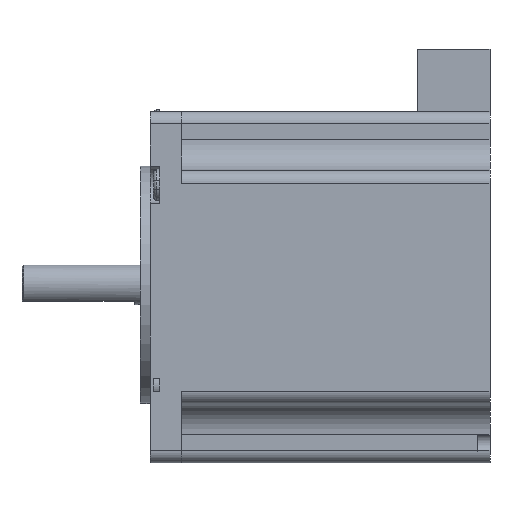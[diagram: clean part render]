
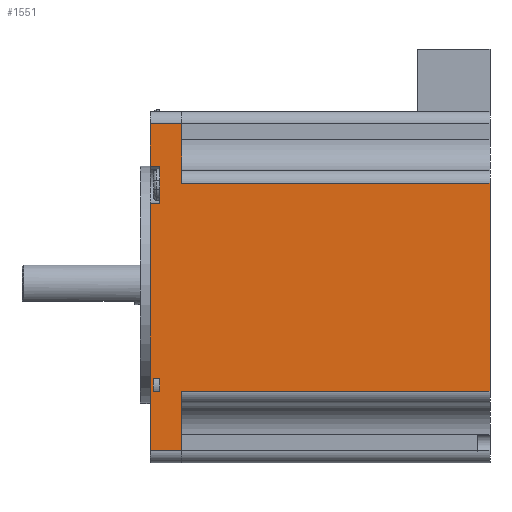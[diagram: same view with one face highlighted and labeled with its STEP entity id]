
A CAD part, left-side view. The second image highlights one B-rep face of the part: STEP entity #1551.
In plain terms, the highlighted planar face has unit normal (-1, 0, 0).
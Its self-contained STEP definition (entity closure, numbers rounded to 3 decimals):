
#9 = VERTEX_POINT ( 'NONE', #2894 ) ;
#13 = VECTOR ( 'NONE', #5010, 1000. ) ;
#39 = VECTOR ( 'NONE', #2755, 1000. ) ;
#161 = LINE ( 'NONE', #1552, #456 ) ;
#217 = CARTESIAN_POINT ( 'NONE',  ( -44.881, 54., -22.262 ) ) ;
#241 = VECTOR ( 'NONE', #5258, 1000. ) ;
#275 = CARTESIAN_POINT ( 'NONE',  ( -44.881, 54.5, 19.363 ) ) ;
#333 = LINE ( 'NONE', #2331, #3975 ) ;
#382 = DIRECTION ( 'NONE',  ( 0., 1., 0. ) ) ;
#407 = VECTOR ( 'NONE', #5253, 1000. ) ;
#440 = ORIENTED_EDGE ( 'NONE', *, *, #2467, .T. ) ;
#444 = CARTESIAN_POINT ( 'NONE',  ( -44.881, 54.5, 25.363 ) ) ;
#451 = FACE_OUTER_BOUND ( 'NONE', #3387, .T. ) ;
#456 = VECTOR ( 'NONE', #3535, 1000. ) ;
#512 = CARTESIAN_POINT ( 'NONE',  ( -44.881, 53., 25.363 ) ) ;
#527 = CARTESIAN_POINT ( 'NONE',  ( -44.881, 53., -22.262 ) ) ;
#580 = ORIENTED_EDGE ( 'NONE', *, *, #5562, .F. ) ;
#597 = DIRECTION ( 'NONE',  ( 0., 0., -1. ) ) ;
#643 = VERTEX_POINT ( 'NONE', #4235 ) ;
#704 = CARTESIAN_POINT ( 'NONE',  ( -44.881, 0., -22.262 ) ) ;
#705 = CARTESIAN_POINT ( 'NONE',  ( -44.881, 54.5, 19.363 ) ) ;
#716 = EDGE_CURVE ( 'NONE', #5575, #4443, #4742, .T. ) ;
#722 = ORIENTED_EDGE ( 'NONE', *, *, #4903, .F. ) ;
#755 = VECTOR ( 'NONE', #1326, 1000. ) ;
#775 = CARTESIAN_POINT ( 'NONE',  ( -44.881, 54.5, 22.638 ) ) ;
#784 = VERTEX_POINT ( 'NONE', #5276 ) ;
#834 = CARTESIAN_POINT ( 'NONE',  ( -44.881, 53., 21.273 ) ) ;
#837 = DIRECTION ( 'NONE',  ( 0., 1., 0. ) ) ;
#898 = CARTESIAN_POINT ( 'NONE',  ( -44.881, 0., 22.638 ) ) ;
#907 = EDGE_CURVE ( 'NONE', #1592, #1143, #3275, .T. ) ;
#972 = PLANE ( 'NONE',  #3886 ) ;
#1006 = VERTEX_POINT ( 'NONE', #444 ) ;
#1021 = ORIENTED_EDGE ( 'NONE', *, *, #3488, .F. ) ;
#1143 = VERTEX_POINT ( 'NONE', #2919 ) ;
#1156 = ORIENTED_EDGE ( 'NONE', *, *, #1412, .T. ) ;
#1311 = ORIENTED_EDGE ( 'NONE', *, *, #1492, .F. ) ;
#1326 = DIRECTION ( 'NONE',  ( 0., -1., 0. ) ) ;
#1412 = EDGE_CURVE ( 'NONE', #5575, #3517, #4076, .T. ) ;
#1449 = LINE ( 'NONE', #2421, #3109 ) ;
#1451 = CARTESIAN_POINT ( 'NONE',  ( -44.881, 54.5, 32.138 ) ) ;
#1452 = ORIENTED_EDGE ( 'NONE', *, *, #4341, .T. ) ;
#1480 = DIRECTION ( 'NONE',  ( 0., 1., 0. ) ) ;
#1492 = EDGE_CURVE ( 'NONE', #784, #3517, #5811, .T. ) ;
#1544 = EDGE_CURVE ( 'NONE', #643, #2950, #1449, .T. ) ;
#1551 = ADVANCED_FACE ( 'NONE', ( #451, #3385 ), #972, .F. ) ;
#1552 = CARTESIAN_POINT ( 'NONE',  ( -44.881, 53., -22.262 ) ) ;
#1589 = ORIENTED_EDGE ( 'NONE', *, *, #5838, .T. ) ;
#1592 = VERTEX_POINT ( 'NONE', #898 ) ;
#1850 = LINE ( 'NONE', #4224, #4259 ) ;
#1954 = ORIENTED_EDGE ( 'NONE', *, *, #2655, .T. ) ;
#1992 = LINE ( 'NONE', #3142, #755 ) ;
#1994 = CARTESIAN_POINT ( 'NONE',  ( -44.881, 49.5, -20.262 ) ) ;
#2094 = ORIENTED_EDGE ( 'NONE', *, *, #1544, .F. ) ;
#2171 = ORIENTED_EDGE ( 'NONE', *, *, #3539, .F. ) ;
#2175 = VERTEX_POINT ( 'NONE', #3361 ) ;
#2240 = ORIENTED_EDGE ( 'NONE', *, *, #2998, .T. ) ;
#2270 = DIRECTION ( 'NONE',  ( 0., 0., 1. ) ) ;
#2286 = VECTOR ( 'NONE', #1480, 1000. ) ;
#2331 = CARTESIAN_POINT ( 'NONE',  ( -44.881, 54., -10.827 ) ) ;
#2359 = CARTESIAN_POINT ( 'NONE',  ( -44.881, 0., -10.762 ) ) ;
#2360 = DIRECTION ( 'NONE',  ( 0., 0., 1. ) ) ;
#2388 = CARTESIAN_POINT ( 'NONE',  ( -44.881, 54.5, -22.262 ) ) ;
#2421 = CARTESIAN_POINT ( 'NONE',  ( -44.881, 53., -22.262 ) ) ;
#2467 = EDGE_CURVE ( 'NONE', #4758, #3349, #3482, .T. ) ;
#2483 = CARTESIAN_POINT ( 'NONE',  ( -44.881, 54., -8.647 ) ) ;
#2485 = CARTESIAN_POINT ( 'NONE',  ( -44.881, 54., -10.827 ) ) ;
#2538 = ORIENTED_EDGE ( 'NONE', *, *, #5450, .T. ) ;
#2578 = VECTOR ( 'NONE', #3280, 1000. ) ;
#2614 = VERTEX_POINT ( 'NONE', #2485 ) ;
#2655 = EDGE_CURVE ( 'NONE', #1006, #2950, #4315, .T. ) ;
#2673 = ORIENTED_EDGE ( 'NONE', *, *, #4265, .F. ) ;
#2707 = DIRECTION ( 'NONE',  ( 0., 1., 0. ) ) ;
#2734 = CARTESIAN_POINT ( 'NONE',  ( -44.881, 54.5, 25.363 ) ) ;
#2755 = DIRECTION ( 'NONE',  ( 0., -1., 0. ) ) ;
#2786 = CARTESIAN_POINT ( 'NONE',  ( -44.881, 54.5, -20.262 ) ) ;
#2807 = VECTOR ( 'NONE', #837, 1000. ) ;
#2847 = LINE ( 'NONE', #704, #407 ) ;
#2894 = CARTESIAN_POINT ( 'NONE',  ( -44.881, 54.5, 32.138 ) ) ;
#2919 = CARTESIAN_POINT ( 'NONE',  ( -44.881, 49.5, 22.638 ) ) ;
#2950 = VERTEX_POINT ( 'NONE', #512 ) ;
#2998 = EDGE_CURVE ( 'NONE', #5321, #4443, #5722, .T. ) ;
#3042 = DIRECTION ( 'NONE',  ( 0., 0., 1. ) ) ;
#3109 = VECTOR ( 'NONE', #2360, 1000. ) ;
#3127 = CARTESIAN_POINT ( 'NONE',  ( -44.881, 54.5, -22.262 ) ) ;
#3142 = CARTESIAN_POINT ( 'NONE',  ( -44.881, 54.5, -10.762 ) ) ;
#3198 = VECTOR ( 'NONE', #2270, 1000. ) ;
#3275 = LINE ( 'NONE', #775, #2807 ) ;
#3280 = DIRECTION ( 'NONE',  ( 0., 0., -1. ) ) ;
#3319 = CARTESIAN_POINT ( 'NONE',  ( -44.881, 49.5, 34.138 ) ) ;
#3322 = VECTOR ( 'NONE', #597, 1000. ) ;
#3349 = VERTEX_POINT ( 'NONE', #4981 ) ;
#3361 = CARTESIAN_POINT ( 'NONE',  ( -44.881, 54., -8.647 ) ) ;
#3385 = FACE_BOUND ( 'NONE', #4063, .T. ) ;
#3387 = EDGE_LOOP ( 'NONE', ( #722, #1954, #2094, #4475, #1021, #2240, #4615, #1156, #1311, #2538, #1589, #4544, #2673, #1452 ) ) ;
#3427 = VECTOR ( 'NONE', #382, 1000. ) ;
#3482 = LINE ( 'NONE', #527, #3322 ) ;
#3488 = EDGE_CURVE ( 'NONE', #5321, #5045, #161, .T. ) ;
#3493 = VECTOR ( 'NONE', #2707, 1000. ) ;
#3517 = VERTEX_POINT ( 'NONE', #1994 ) ;
#3535 = DIRECTION ( 'NONE',  ( 0., 0., 1. ) ) ;
#3539 = EDGE_CURVE ( 'NONE', #2175, #2614, #4222, .T. ) ;
#3886 = AXIS2_PLACEMENT_3D ( 'NONE', #4966, #4780, #4441 ) ;
#3941 = VECTOR ( 'NONE', #4053, 1000. ) ;
#3975 = VECTOR ( 'NONE', #4138, 1000. ) ;
#3976 = EDGE_CURVE ( 'NONE', #5045, #643, #1850, .T. ) ;
#4024 = VERTEX_POINT ( 'NONE', #4302 ) ;
#4053 = DIRECTION ( 'NONE',  ( 0., 0., -1. ) ) ;
#4057 = LINE ( 'NONE', #3319, #2578 ) ;
#4063 = EDGE_LOOP ( 'NONE', ( #5262, #440, #580, #2171 ) ) ;
#4065 = CARTESIAN_POINT ( 'NONE',  ( -44.881, 49.5, -22.262 ) ) ;
#4076 = LINE ( 'NONE', #5080, #13 ) ;
#4138 = DIRECTION ( 'NONE',  ( 0., -1., 0. ) ) ;
#4194 = VECTOR ( 'NONE', #5416, 1000. ) ;
#4222 = LINE ( 'NONE', #217, #241 ) ;
#4224 = CARTESIAN_POINT ( 'NONE',  ( -44.881, 53., -22.262 ) ) ;
#4235 = CARTESIAN_POINT ( 'NONE',  ( -44.881, 53., 23.453 ) ) ;
#4259 = VECTOR ( 'NONE', #3042, 1000. ) ;
#4265 = EDGE_CURVE ( 'NONE', #4024, #1143, #4057, .T. ) ;
#4302 = CARTESIAN_POINT ( 'NONE',  ( -44.881, 49.5, 32.138 ) ) ;
#4304 = CARTESIAN_POINT ( 'NONE',  ( -44.881, 53., -8.647 ) ) ;
#4315 = LINE ( 'NONE', #2734, #39 ) ;
#4341 = EDGE_CURVE ( 'NONE', #4024, #9, #4663, .T. ) ;
#4441 = DIRECTION ( 'NONE',  ( 0., 0., -1. ) ) ;
#4443 = VERTEX_POINT ( 'NONE', #705 ) ;
#4475 = ORIENTED_EDGE ( 'NONE', *, *, #3976, .F. ) ;
#4504 = LINE ( 'NONE', #2483, #3493 ) ;
#4544 = ORIENTED_EDGE ( 'NONE', *, *, #907, .T. ) ;
#4615 = ORIENTED_EDGE ( 'NONE', *, *, #716, .F. ) ;
#4663 = LINE ( 'NONE', #1451, #2286 ) ;
#4742 = LINE ( 'NONE', #3127, #4194 ) ;
#4758 = VERTEX_POINT ( 'NONE', #4304 ) ;
#4780 = DIRECTION ( 'NONE',  ( 1., 0., 0. ) ) ;
#4823 = CARTESIAN_POINT ( 'NONE',  ( -44.881, 53., 19.363 ) ) ;
#4870 = EDGE_CURVE ( 'NONE', #4758, #2175, #4504, .T. ) ;
#4900 = VERTEX_POINT ( 'NONE', #2359 ) ;
#4903 = EDGE_CURVE ( 'NONE', #1006, #9, #5564, .T. ) ;
#4966 = CARTESIAN_POINT ( 'NONE',  ( -44.881, 54.5, -22.262 ) ) ;
#4981 = CARTESIAN_POINT ( 'NONE',  ( -44.881, 53., -10.827 ) ) ;
#5010 = DIRECTION ( 'NONE',  ( 0., -1., 0. ) ) ;
#5045 = VERTEX_POINT ( 'NONE', #834 ) ;
#5080 = CARTESIAN_POINT ( 'NONE',  ( -44.881, 54.5, -20.262 ) ) ;
#5253 = DIRECTION ( 'NONE',  ( 0., 0., 1. ) ) ;
#5258 = DIRECTION ( 'NONE',  ( 0., 0., -1. ) ) ;
#5262 = ORIENTED_EDGE ( 'NONE', *, *, #4870, .F. ) ;
#5276 = CARTESIAN_POINT ( 'NONE',  ( -44.881, 49.5, -10.762 ) ) ;
#5321 = VERTEX_POINT ( 'NONE', #4823 ) ;
#5416 = DIRECTION ( 'NONE',  ( 0., 0., 1. ) ) ;
#5450 = EDGE_CURVE ( 'NONE', #784, #4900, #1992, .T. ) ;
#5562 = EDGE_CURVE ( 'NONE', #2614, #3349, #333, .T. ) ;
#5564 = LINE ( 'NONE', #2388, #3198 ) ;
#5575 = VERTEX_POINT ( 'NONE', #2786 ) ;
#5722 = LINE ( 'NONE', #275, #3427 ) ;
#5811 = LINE ( 'NONE', #4065, #3941 ) ;
#5838 = EDGE_CURVE ( 'NONE', #4900, #1592, #2847, .T. ) ;
